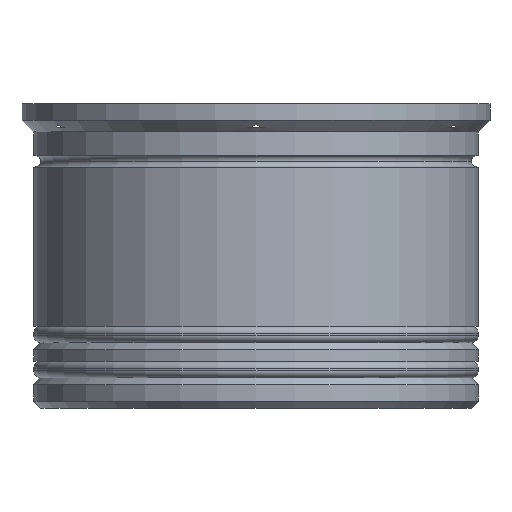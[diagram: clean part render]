
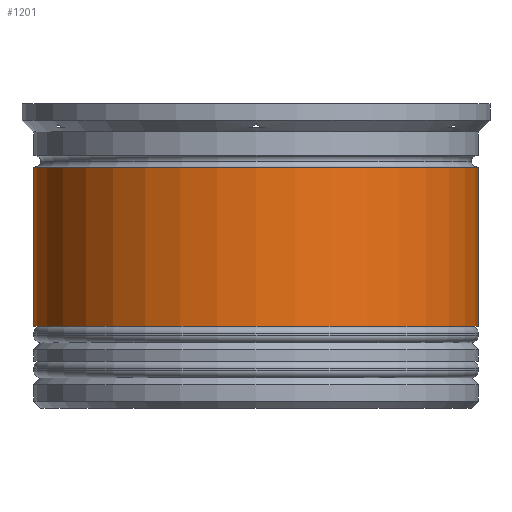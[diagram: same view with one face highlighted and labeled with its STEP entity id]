
A CAD part, front view. The second image highlights one B-rep face of the part: STEP entity #1201.
In plain terms, the highlighted cylindrical face has radius 9.5 mm (diameter 19 mm), a partial arc.
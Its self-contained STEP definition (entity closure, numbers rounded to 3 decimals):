
#7 = DIRECTION ( 'NONE',  ( 0., 0., 1. ) ) ;
#25 = EDGE_CURVE ( 'NONE', #71, #1200, #756, .T. ) ;
#71 = VERTEX_POINT ( 'NONE', #934 ) ;
#186 = CYLINDRICAL_SURFACE ( 'NONE', #669, 9.5 ) ;
#233 = VERTEX_POINT ( 'NONE', #1159 ) ;
#285 = DIRECTION ( 'NONE',  ( 0., 0., 1. ) ) ;
#533 = CARTESIAN_POINT ( 'NONE',  ( 9.5, 0., -2.7 ) ) ;
#577 = ORIENTED_EDGE ( 'NONE', *, *, #25, .T. ) ;
#669 = AXIS2_PLACEMENT_3D ( 'NONE', #1319, #7, #1165 ) ;
#756 = LINE ( 'NONE', #945, #947 ) ;
#806 = CIRCLE ( 'NONE', #1933, 9.5 ) ;
#811 = VECTOR ( 'NONE', #903, 1000. ) ;
#817 = CARTESIAN_POINT ( 'NONE',  ( -9.5, 0., -9.5 ) ) ;
#903 = DIRECTION ( 'NONE',  ( 0., 0., 1. ) ) ;
#934 = CARTESIAN_POINT ( 'NONE',  ( 9.5, 0., -9.5 ) ) ;
#945 = CARTESIAN_POINT ( 'NONE',  ( 9.5, 0., 0. ) ) ;
#947 = VECTOR ( 'NONE', #2084, 1000. ) ;
#962 = DIRECTION ( 'NONE',  ( 1., 0., 0. ) ) ;
#1005 = EDGE_CURVE ( 'NONE', #233, #1200, #806, .T. ) ;
#1007 = ORIENTED_EDGE ( 'NONE', *, *, #1809, .F. ) ;
#1050 = ORIENTED_EDGE ( 'NONE', *, *, #1975, .T. ) ;
#1078 = DIRECTION ( 'NONE',  ( 1., 0., 0. ) ) ;
#1094 = CARTESIAN_POINT ( 'NONE',  ( -9.5, 0., 0. ) ) ;
#1159 = CARTESIAN_POINT ( 'NONE',  ( -9.5, 0., -2.7 ) ) ;
#1165 = DIRECTION ( 'NONE',  ( 1., 0., 0. ) ) ;
#1200 = VERTEX_POINT ( 'NONE', #533 ) ;
#1201 = ADVANCED_FACE ( 'NONE', ( #1506 ), #186, .T. ) ;
#1221 = EDGE_LOOP ( 'NONE', ( #1007, #1050, #577, #1923 ) ) ;
#1232 = CIRCLE ( 'NONE', #1697, 9.5 ) ;
#1319 = CARTESIAN_POINT ( 'NONE',  ( 0., 0., 0. ) ) ;
#1506 = FACE_OUTER_BOUND ( 'NONE', #1221, .T. ) ;
#1599 = DIRECTION ( 'NONE',  ( 0., 0., 1. ) ) ;
#1697 = AXIS2_PLACEMENT_3D ( 'NONE', #1818, #285, #962 ) ;
#1733 = CARTESIAN_POINT ( 'NONE',  ( 0., 0., -2.7 ) ) ;
#1809 = EDGE_CURVE ( 'NONE', #1982, #233, #2066, .T. ) ;
#1818 = CARTESIAN_POINT ( 'NONE',  ( 0., 0., -9.5 ) ) ;
#1923 = ORIENTED_EDGE ( 'NONE', *, *, #1005, .F. ) ;
#1933 = AXIS2_PLACEMENT_3D ( 'NONE', #1733, #1599, #1078 ) ;
#1975 = EDGE_CURVE ( 'NONE', #1982, #71, #1232, .T. ) ;
#1982 = VERTEX_POINT ( 'NONE', #817 ) ;
#2066 = LINE ( 'NONE', #1094, #811 ) ;
#2084 = DIRECTION ( 'NONE',  ( 0., 0., 1. ) ) ;
